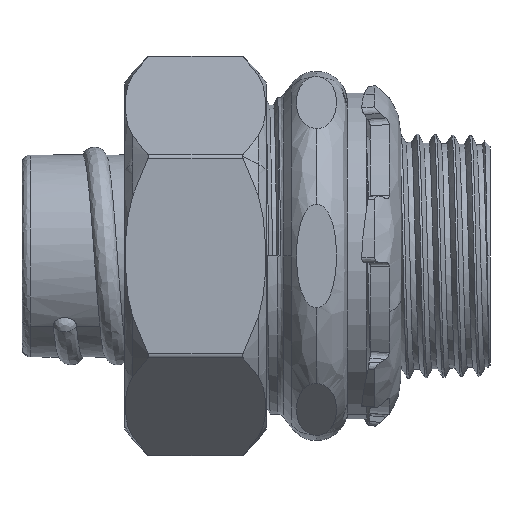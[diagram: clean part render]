
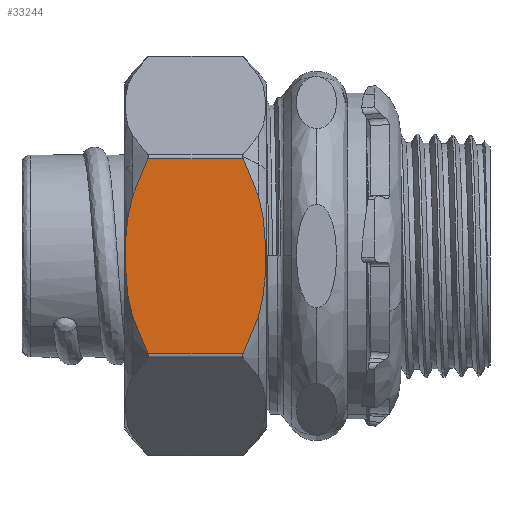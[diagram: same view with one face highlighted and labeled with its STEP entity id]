
A CAD part, front view. The second image highlights one B-rep face of the part: STEP entity #33244.
In plain terms, the highlighted face is planar.
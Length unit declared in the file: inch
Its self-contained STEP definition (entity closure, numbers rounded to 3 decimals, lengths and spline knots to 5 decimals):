
#161 = CARTESIAN_POINT ( 'NONE',  ( 0.48576, -0.56064, 0.03069 ) ) ;
#1130 = VERTEX_POINT ( 'NONE', #25708 ) ;
#1581 = CARTESIAN_POINT ( 'NONE',  ( 0.56615, -0.42139, 0.00297 ) ) ;
#2555 = EDGE_CURVE ( 'NONE', #2573, #34851, #5094, .T. ) ;
#2573 = VERTEX_POINT ( 'NONE', #26862 ) ;
#2688 = CARTESIAN_POINT ( 'NONE',  ( 0.55602, -0.43894, 0.56395 ) ) ;
#2694 = EDGE_CURVE ( 'NONE', #12934, #1130, #3182, .T. ) ;
#3182 = B_SPLINE_CURVE_WITH_KNOTS ( 'NONE', 3,
 ( #12818, #39980, #19648, #43423, #23070, #2688, #26484, #6082, #29911, #9492, #33335, #12962, #36721, #16390, #40138, #19791 ),
 .UNSPECIFIED., .F., .F.,
 ( 4, 2, 2, 2, 2, 2, 2, 4 ),
 ( 0., 0.00155, 0.00311, 0.00466, 0.00621, 0.00932, 0.01087, 0.01243 ),
 .UNSPECIFIED. ) ;
#3880 = VECTOR ( 'NONE', #18895, 39.37008 ) ;
#3932 = VERTEX_POINT ( 'NONE', #39551 ) ;
#4411 = CARTESIAN_POINT ( 'NONE',  ( 0.72841, -0.14036, 0.03069 ) ) ;
#4525 = CARTESIAN_POINT ( 'NONE',  ( 0.80367, -0.01, 0.47638 ) ) ;
#4676 = CARTESIAN_POINT ( 'NONE',  ( 0.40472, -0.701, 0.569 ) ) ;
#4829 = CARTESIAN_POINT ( 'NONE',  ( 0.72841, -0.14036, 0.03069 ) ) ;
#4986 = CARTESIAN_POINT ( 'NONE',  ( 0.5257, -0.49146, 0.01196 ) ) ;
#5020 = B_SPLINE_CURVE_WITH_KNOTS ( 'NONE', 3,
 ( #161, #24003, #10437, #34245 ),
 .UNSPECIFIED., .F., .F.,
 ( 4, 4 ),
 ( 0., 0.00413 ),
 .UNSPECIFIED. ) ;
#5094 = LINE ( 'NONE', #23342, #14173 ) ;
#6082 = CARTESIAN_POINT ( 'NONE',  ( 0.58666, -0.38587, 0.56723 ) ) ;
#6498 = AXIS2_PLACEMENT_3D ( 'NONE', #4676, #28485, #8083 ) ;
#8083 = DIRECTION ( 'NONE',  ( -0.5, -0.866, 0. ) ) ;
#8380 = CARTESIAN_POINT ( 'NONE',  ( 0.49565, -0.54351, 0.02422 ) ) ;
#8393 = EDGE_CURVE ( 'NONE', #1130, #2573, #24881, .T. ) ;
#9382 = EDGE_CURVE ( 'NONE', #30153, #32584, #38972, .T. ) ;
#9492 = CARTESIAN_POINT ( 'NONE',  ( 0.62763, -0.31491, 0.56766 ) ) ;
#10437 = CARTESIAN_POINT ( 'NONE',  ( 0.43492, -0.6487, 0.06873 ) ) ;
#11007 = CARTESIAN_POINT ( 'NONE',  ( 0.4105, -0.691, 0.47638 ) ) ;
#11095 = EDGE_CURVE ( 'NONE', #32584, #12934, #29810, .T. ) ;
#11251 = CARTESIAN_POINT ( 'NONE',  ( 0.72841, -0.14036, 0.53831 ) ) ;
#11401 = PLANE ( 'NONE',  #6498 ) ;
#11699 = CARTESIAN_POINT ( 'NONE',  ( 0.68854, -0.20942, 0.01198 ) ) ;
#12617 = B_SPLINE_CURVE_WITH_KNOTS ( 'NONE', 3,
 ( #4829, #25241, #32064, #11699, #35472, #15137, #38886, #18515, #42297, #21960, #1581, #25388, #4986, #28802, #8380, #32212 ),
 .UNSPECIFIED., .F., .F.,
 ( 4, 2, 2, 2, 2, 2, 2, 4 ),
 ( 0., 0.00155, 0.00311, 0.00466, 0.00621, 0.00932, 0.01087, 0.01243 ),
 .UNSPECIFIED. ) ;
#12818 = CARTESIAN_POINT ( 'NONE',  ( 0.48576, -0.56064, 0.53831 ) ) ;
#12934 = VERTEX_POINT ( 'NONE', #23306 ) ;
#12962 = CARTESIAN_POINT ( 'NONE',  ( 0.67838, -0.22701, 0.55978 ) ) ;
#14167 = ORIENTED_EDGE ( 'NONE', *, *, #36156, .F. ) ;
#14173 = VECTOR ( 'NONE', #43680, 39.37008 ) ;
#15137 = CARTESIAN_POINT ( 'NONE',  ( 0.65815, -0.26206, 0.00505 ) ) ;
#15488 = CARTESIAN_POINT ( 'NONE',  ( 0.4105, -0.691, 0.569 ) ) ;
#16388 = EDGE_LOOP ( 'NONE', ( #41576, #14167, #36459, #37950, #24054, #16897, #28496, #24576 ) ) ;
#16390 = CARTESIAN_POINT ( 'NONE',  ( 0.70854, -0.17478, 0.54953 ) ) ;
#16897 = ORIENTED_EDGE ( 'NONE', *, *, #8393, .F. ) ;
#17756 = CARTESIAN_POINT ( 'NONE',  ( 0.48576, -0.56064, 0.03069 ) ) ;
#17959 = CARTESIAN_POINT ( 'NONE',  ( 0.80367, -0.01, 0.09262 ) ) ;
#18515 = CARTESIAN_POINT ( 'NONE',  ( 0.6275, -0.31513, 0.00177 ) ) ;
#18895 = DIRECTION ( 'NONE',  ( 0., 0., 1. ) ) ;
#19648 = CARTESIAN_POINT ( 'NONE',  ( 0.50557, -0.52633, 0.5495 ) ) ;
#19791 = CARTESIAN_POINT ( 'NONE',  ( 0.72841, -0.14036, 0.53831 ) ) ;
#21274 = CARTESIAN_POINT ( 'NONE',  ( 0.48576, -0.56064, 0.53831 ) ) ;
#21512 = CARTESIAN_POINT ( 'NONE',  ( 0.75426, -0.09558, 0.52139 ) ) ;
#21960 = CARTESIAN_POINT ( 'NONE',  ( 0.58653, -0.38609, 0.00134 ) ) ;
#22359 = CARTESIAN_POINT ( 'NONE',  ( 0.80367, -0.01, 0.09262 ) ) ;
#23070 = CARTESIAN_POINT ( 'NONE',  ( 0.53573, -0.47409, 0.55977 ) ) ;
#23092 = B_SPLINE_CURVE_WITH_KNOTS ( 'NONE', 3,
 ( #17959, #38321, #24830, #4411 ),
 .UNSPECIFIED., .F., .F.,
 ( 4, 4 ),
 ( 0., 0.00413 ),
 .UNSPECIFIED. ) ;
#23306 = CARTESIAN_POINT ( 'NONE',  ( 0.48576, -0.56064, 0.53831 ) ) ;
#23342 = CARTESIAN_POINT ( 'NONE',  ( 0.80367, -0.01, 0.569 ) ) ;
#24003 = CARTESIAN_POINT ( 'NONE',  ( 0.4599, -0.60542, 0.04761 ) ) ;
#24054 = ORIENTED_EDGE ( 'NONE', *, *, #2555, .F. ) ;
#24270 = CARTESIAN_POINT ( 'NONE',  ( 0.43492, -0.6487, 0.50027 ) ) ;
#24576 = ORIENTED_EDGE ( 'NONE', *, *, #11095, .F. ) ;
#24830 = CARTESIAN_POINT ( 'NONE',  ( 0.75426, -0.09558, 0.04761 ) ) ;
#24881 = B_SPLINE_CURVE_WITH_KNOTS ( 'NONE', 3,
 ( #11251, #21512, #24941, #4525 ),
 .UNSPECIFIED., .F., .F.,
 ( 4, 4 ),
 ( 0., 0.00413 ),
 .UNSPECIFIED. ) ;
#24941 = CARTESIAN_POINT ( 'NONE',  ( 0.77925, -0.0523, 0.50027 ) ) ;
#25241 = CARTESIAN_POINT ( 'NONE',  ( 0.71856, -0.15741, 0.02425 ) ) ;
#25388 = CARTESIAN_POINT ( 'NONE',  ( 0.53579, -0.47399, 0.00922 ) ) ;
#25708 = CARTESIAN_POINT ( 'NONE',  ( 0.72841, -0.14036, 0.53831 ) ) ;
#26484 = CARTESIAN_POINT ( 'NONE',  ( 0.56621, -0.42129, 0.56537 ) ) ;
#26862 = CARTESIAN_POINT ( 'NONE',  ( 0.80367, -0.01, 0.47638 ) ) ;
#28485 = DIRECTION ( 'NONE',  ( -0.866, 0.5, 0. ) ) ;
#28496 = ORIENTED_EDGE ( 'NONE', *, *, #2694, .F. ) ;
#28802 = CARTESIAN_POINT ( 'NONE',  ( 0.50563, -0.52622, 0.01947 ) ) ;
#29810 = B_SPLINE_CURVE_WITH_KNOTS ( 'NONE', 3,
 ( #11007, #24270, #41603, #21274 ),
 .UNSPECIFIED., .F., .F.,
 ( 4, 4 ),
 ( 0., 0.00413 ),
 .UNSPECIFIED. ) ;
#29911 = CARTESIAN_POINT ( 'NONE',  ( 0.59694, -0.36808, 0.56767 ) ) ;
#30153 = VERTEX_POINT ( 'NONE', #38569 ) ;
#30725 = EDGE_CURVE ( 'NONE', #3932, #32563, #12617, .T. ) ;
#31729 = CARTESIAN_POINT ( 'NONE',  ( 0.4105, -0.691, 0.47638 ) ) ;
#32064 = CARTESIAN_POINT ( 'NONE',  ( 0.7086, -0.17467, 0.0195 ) ) ;
#32212 = CARTESIAN_POINT ( 'NONE',  ( 0.48576, -0.56064, 0.03069 ) ) ;
#32563 = VERTEX_POINT ( 'NONE', #17756 ) ;
#32584 = VERTEX_POINT ( 'NONE', #31729 ) ;
#33244 = ADVANCED_FACE ( 'NONE', ( #39885 ), #11401, .F. ) ;
#33335 = CARTESIAN_POINT ( 'NONE',  ( 0.64801, -0.27961, 0.56603 ) ) ;
#34245 = CARTESIAN_POINT ( 'NONE',  ( 0.4105, -0.691, 0.09262 ) ) ;
#34851 = VERTEX_POINT ( 'NONE', #22359 ) ;
#35472 = CARTESIAN_POINT ( 'NONE',  ( 0.67844, -0.22691, 0.00923 ) ) ;
#36156 = EDGE_CURVE ( 'NONE', #32563, #30153, #5020, .T. ) ;
#36459 = ORIENTED_EDGE ( 'NONE', *, *, #30725, .F. ) ;
#36721 = CARTESIAN_POINT ( 'NONE',  ( 0.68847, -0.20954, 0.55704 ) ) ;
#37950 = ORIENTED_EDGE ( 'NONE', *, *, #38185, .F. ) ;
#38185 = EDGE_CURVE ( 'NONE', #34851, #3932, #23092, .T. ) ;
#38321 = CARTESIAN_POINT ( 'NONE',  ( 0.77925, -0.0523, 0.06873 ) ) ;
#38569 = CARTESIAN_POINT ( 'NONE',  ( 0.4105, -0.691, 0.09262 ) ) ;
#38886 = CARTESIAN_POINT ( 'NONE',  ( 0.64795, -0.27971, 0.00363 ) ) ;
#38972 = LINE ( 'NONE', #15488, #3880 ) ;
#39551 = CARTESIAN_POINT ( 'NONE',  ( 0.72841, -0.14036, 0.03069 ) ) ;
#39885 = FACE_OUTER_BOUND ( 'NONE', #16388, .T. ) ;
#39980 = CARTESIAN_POINT ( 'NONE',  ( 0.49561, -0.54359, 0.54475 ) ) ;
#40138 = CARTESIAN_POINT ( 'NONE',  ( 0.71852, -0.15749, 0.54478 ) ) ;
#41576 = ORIENTED_EDGE ( 'NONE', *, *, #9382, .F. ) ;
#41603 = CARTESIAN_POINT ( 'NONE',  ( 0.4599, -0.60542, 0.52139 ) ) ;
#42297 = CARTESIAN_POINT ( 'NONE',  ( 0.61723, -0.33292, 0.00133 ) ) ;
#43423 = CARTESIAN_POINT ( 'NONE',  ( 0.52563, -0.49158, 0.55702 ) ) ;
#43680 = DIRECTION ( 'NONE',  ( 0., 0., -1. ) ) ;
